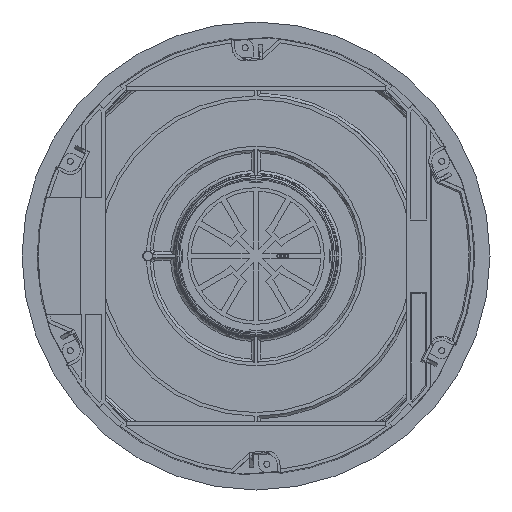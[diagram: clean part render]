
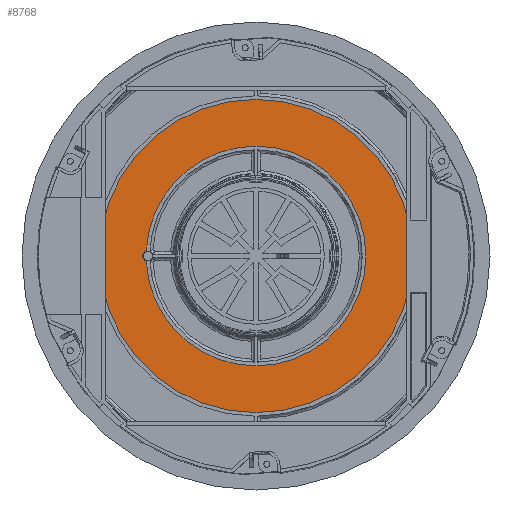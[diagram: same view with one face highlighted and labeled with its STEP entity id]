
A CAD part, front view. The second image highlights one B-rep face of the part: STEP entity #8768.
In plain terms, the highlighted planar face has unit normal (0, -1, 0).
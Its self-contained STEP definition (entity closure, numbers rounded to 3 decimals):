
#53 = EDGE_CURVE ( 'NONE', #15694, #26102, #25738, .T. ) ;
#707 = CARTESIAN_POINT ( 'NONE',  ( 0., 13., 0. ) ) ;
#1052 = CIRCLE ( 'NONE', #19879, 108.75 ) ;
#3297 = FACE_BOUND ( 'NONE', #10921, .T. ) ;
#3597 = EDGE_CURVE ( 'NONE', #29168, #32858, #17930, .T. ) ;
#3667 = AXIS2_PLACEMENT_3D ( 'NONE', #28079, #11279, #10671 ) ;
#4940 = CARTESIAN_POINT ( 'NONE',  ( 0., 13., -108.75 ) ) ;
#5063 = ORIENTED_EDGE ( 'NONE', *, *, #10692, .F. ) ;
#5150 = CIRCLE ( 'NONE', #30446, 108.75 ) ;
#5593 = DIRECTION ( 'NONE',  ( 0., 0., -1. ) ) ;
#5729 = CARTESIAN_POINT ( 'NONE',  ( 0., 13., 108.75 ) ) ;
#5823 = DIRECTION ( 'NONE',  ( 0., -1., 0. ) ) ;
#6197 = VERTEX_POINT ( 'NONE', #4940 ) ;
#6552 = DIRECTION ( 'NONE',  ( 0., 1., 0. ) ) ;
#6640 = CARTESIAN_POINT ( 'NONE',  ( 0., 13., 0. ) ) ;
#7192 = AXIS2_PLACEMENT_3D ( 'NONE', #707, #11132, #21411 ) ;
#8442 = CARTESIAN_POINT ( 'NONE',  ( 0., 13., 0. ) ) ;
#8501 = CIRCLE ( 'NONE', #14907, 76.25 ) ;
#8512 = DIRECTION ( 'NONE',  ( 0., 0., -1. ) ) ;
#8768 = ADVANCED_FACE ( 'NONE', ( #3297, #18419 ), #24016, .T. ) ;
#10671 = DIRECTION ( 'NONE',  ( 0., 0., -1. ) ) ;
#10692 = EDGE_CURVE ( 'NONE', #31025, #6197, #1052, .T. ) ;
#10921 = EDGE_LOOP ( 'NONE', ( #18629, #13310, #30119, #11777 ) ) ;
#11132 = DIRECTION ( 'NONE',  ( 0., -1., 0. ) ) ;
#11279 = DIRECTION ( 'NONE',  ( 0., -1., 0. ) ) ;
#11777 = ORIENTED_EDGE ( 'NONE', *, *, #3597, .F. ) ;
#13310 = ORIENTED_EDGE ( 'NONE', *, *, #53, .F. ) ;
#14907 = AXIS2_PLACEMENT_3D ( 'NONE', #6640, #22305, #32634 ) ;
#15694 = VERTEX_POINT ( 'NONE', #23468 ) ;
#16018 = CARTESIAN_POINT ( 'NONE',  ( 76.174, 13., 3.403 ) ) ;
#16151 = DIRECTION ( 'NONE',  ( 0., 1., 0. ) ) ;
#16221 = CARTESIAN_POINT ( 'NONE',  ( -149.25, 13., 0. ) ) ;
#17108 = CARTESIAN_POINT ( 'NONE',  ( 0., 13., 76.25 ) ) ;
#17930 = CIRCLE ( 'NONE', #7192, 76.25 ) ;
#18176 = DIRECTION ( 'NONE',  ( 0., 1., 0. ) ) ;
#18419 = FACE_OUTER_BOUND ( 'NONE', #29163, .T. ) ;
#18629 = ORIENTED_EDGE ( 'NONE', *, *, #32065, .T. ) ;
#19139 = CARTESIAN_POINT ( 'NONE',  ( 76.174, 13., -3.403 ) ) ;
#19727 = EDGE_CURVE ( 'NONE', #6197, #31025, #5150, .T. ) ;
#19879 = AXIS2_PLACEMENT_3D ( 'NONE', #20560, #18176, #28526 ) ;
#20560 = CARTESIAN_POINT ( 'NONE',  ( 0., 13., 0. ) ) ;
#20878 = AXIS2_PLACEMENT_3D ( 'NONE', #16221, #5823, #8512 ) ;
#21411 = DIRECTION ( 'NONE',  ( 0., 0., -1. ) ) ;
#22305 = DIRECTION ( 'NONE',  ( 0., -1., 0. ) ) ;
#23468 = CARTESIAN_POINT ( 'NONE',  ( 0., 13., -76.25 ) ) ;
#23815 = EDGE_CURVE ( 'NONE', #32858, #15694, #8501, .T. ) ;
#24016 = PLANE ( 'NONE',  #20878 ) ;
#24252 = DIRECTION ( 'NONE',  ( 0., 0., -1. ) ) ;
#25738 = CIRCLE ( 'NONE', #3667, 76.25 ) ;
#26102 = VERTEX_POINT ( 'NONE', #19139 ) ;
#26160 = CIRCLE ( 'NONE', #27783, 3.6 ) ;
#27783 = AXIS2_PLACEMENT_3D ( 'NONE', #29496, #6552, #24252 ) ;
#28079 = CARTESIAN_POINT ( 'NONE',  ( 0., 13., 0. ) ) ;
#28526 = DIRECTION ( 'NONE',  ( 0., 0., -1. ) ) ;
#29163 = EDGE_LOOP ( 'NONE', ( #5063, #29381 ) ) ;
#29168 = VERTEX_POINT ( 'NONE', #16018 ) ;
#29381 = ORIENTED_EDGE ( 'NONE', *, *, #19727, .F. ) ;
#29496 = CARTESIAN_POINT ( 'NONE',  ( 75., 13., 0. ) ) ;
#30119 = ORIENTED_EDGE ( 'NONE', *, *, #23815, .F. ) ;
#30446 = AXIS2_PLACEMENT_3D ( 'NONE', #8442, #16151, #5593 ) ;
#31025 = VERTEX_POINT ( 'NONE', #5729 ) ;
#32065 = EDGE_CURVE ( 'NONE', #29168, #26102, #26160, .T. ) ;
#32634 = DIRECTION ( 'NONE',  ( 0., 0., -1. ) ) ;
#32858 = VERTEX_POINT ( 'NONE', #17108 ) ;
